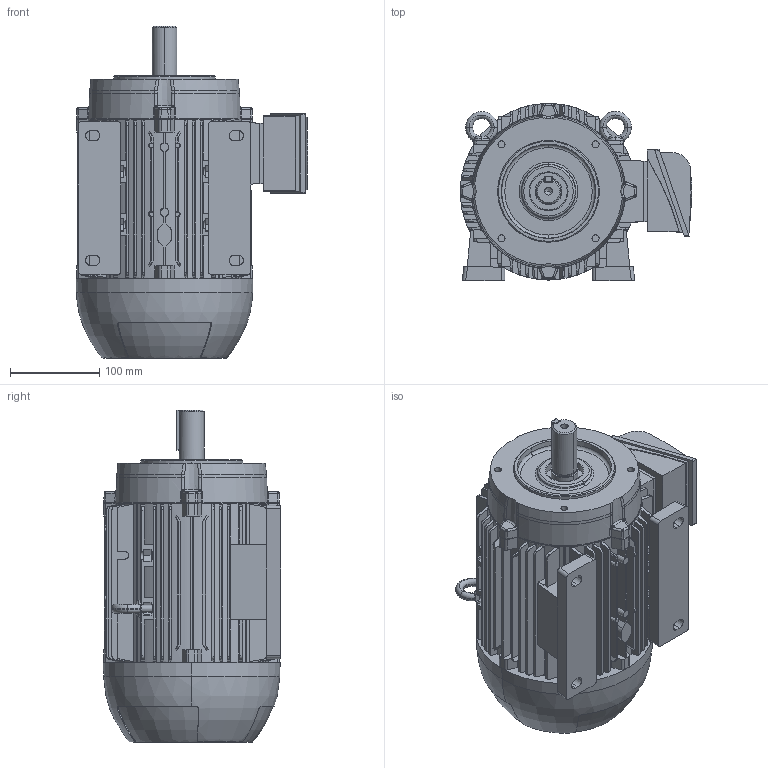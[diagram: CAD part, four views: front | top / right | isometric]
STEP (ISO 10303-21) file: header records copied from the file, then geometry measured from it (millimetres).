
FILE_DESCRIPTION (( 'STEP AP203' ), '1' );
FILE_NAME ('B3E.STEP', '2022-06-10T13:22:29', ( '' ), ( '' ), 'SwSTEP 2.0', 'SolidWorks 2020', '' );
FILE_SCHEMA (( 'CONFIG_CONTROL_DESIGN' ));
Length unit declared in the file: millimetre
Products named in the file (10): 00401_105006110; 500014967_M; 00395_10.5007.074; 00411_50.5203.029; B3E; 105032001_10.5032.019- 8 x 7 x 45; 105035135_50.5007.681 - FC-149; 00404_50.5307.044; 00396; 105012066
Assembly tree (11 placements, depth 2):
  B3E
    00411_50.5203.029
    105032001_10.5032.019- 8 x 7 x 45
    105035135_50.5007.681 - FC-149
    500014967_M
    105012066  x2
    00401_105006110  x2
    00404_50.5307.044
    00395_10.5007.074
    00396
Bounding box: 260.17 x 199.25 x 372.5 mm (x, y, z)
Volume: 8739825.4 mm3; surface area: 650659.8 mm2
Topology: 11 solids, 11 shells, 1475 faces, 3991 edges, 2593 vertices
Faces by surface type: plane 844, cylinder 413, cone 77, bspline 72, torus 61, sphere 8
Entity records: 47219 total; most frequent: CARTESIAN_POINT 11946, ORIENTED_EDGE 7572, DIRECTION 6723, EDGE_CURVE 3786, VERTEX_POINT 2470, VECTOR 2309, LINE 2309, AXIS2_PLACEMENT_3D 2207
